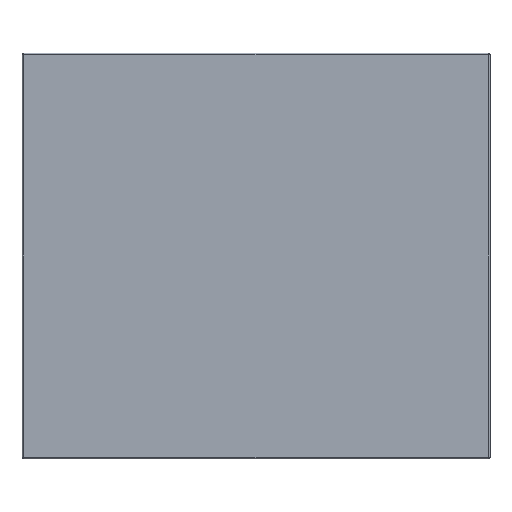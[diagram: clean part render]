
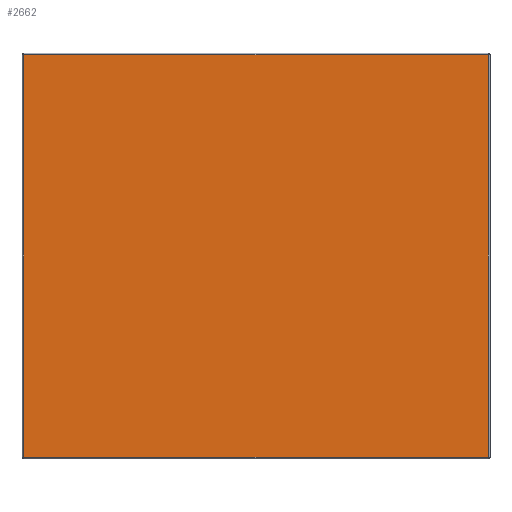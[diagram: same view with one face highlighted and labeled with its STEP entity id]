
A CAD part, front view. The second image highlights one B-rep face of the part: STEP entity #2662.
In plain terms, the highlighted planar face has unit normal (0, -1, 0).
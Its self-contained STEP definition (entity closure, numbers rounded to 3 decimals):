
#121 = CARTESIAN_POINT ( 'NONE',  ( 0.03, -1., -3.57 ) ) ;
#253 = VECTOR ( 'NONE', #3106, 1000. ) ;
#311 = ORIENTED_EDGE ( 'NONE', *, *, #1237, .T. ) ;
#358 = CARTESIAN_POINT ( 'NONE',  ( 8.3, -1., -3.57 ) ) ;
#609 = LINE ( 'NONE', #358, #3042 ) ;
#614 = EDGE_LOOP ( 'NONE', ( #1611, #311, #1465, #3923 ) ) ;
#619 = CARTESIAN_POINT ( 'NONE',  ( 8.27, -1., -3.57 ) ) ;
#753 = CARTESIAN_POINT ( 'NONE',  ( 0.03, -1., -3.6 ) ) ;
#888 = CARTESIAN_POINT ( 'NONE',  ( 8.27, -1., -3.6 ) ) ;
#975 = VERTEX_POINT ( 'NONE', #1713 ) ;
#980 = DIRECTION ( 'NONE',  ( -1., 0., 0. ) ) ;
#1137 = DIRECTION ( 'NONE',  ( 0., 1., 0. ) ) ;
#1237 = EDGE_CURVE ( 'NONE', #975, #2205, #1788, .T. ) ;
#1450 = VECTOR ( 'NONE', #980, 1000. ) ;
#1465 = ORIENTED_EDGE ( 'NONE', *, *, #2061, .T. ) ;
#1565 = VERTEX_POINT ( 'NONE', #619 ) ;
#1611 = ORIENTED_EDGE ( 'NONE', *, *, #2053, .T. ) ;
#1614 = DIRECTION ( 'NONE',  ( 1., 0., 0. ) ) ;
#1713 = CARTESIAN_POINT ( 'NONE',  ( 0.03, -1., 3.57 ) ) ;
#1763 = CARTESIAN_POINT ( 'NONE',  ( 8.3, -1., -3.6 ) ) ;
#1788 = LINE ( 'NONE', #753, #3361 ) ;
#2053 = EDGE_CURVE ( 'NONE', #2795, #975, #2287, .T. ) ;
#2061 = EDGE_CURVE ( 'NONE', #2205, #1565, #609, .T. ) ;
#2205 = VERTEX_POINT ( 'NONE', #121 ) ;
#2221 = FACE_OUTER_BOUND ( 'NONE', #614, .T. ) ;
#2287 = LINE ( 'NONE', #3201, #1450 ) ;
#2563 = LINE ( 'NONE', #888, #253 ) ;
#2641 = DIRECTION ( 'NONE',  ( 0., 0., -1. ) ) ;
#2662 = ADVANCED_FACE ( 'NONE', ( #2221 ), #3034, .F. ) ;
#2778 = EDGE_CURVE ( 'NONE', #1565, #2795, #2563, .T. ) ;
#2795 = VERTEX_POINT ( 'NONE', #2802 ) ;
#2802 = CARTESIAN_POINT ( 'NONE',  ( 8.27, -1., 3.57 ) ) ;
#3034 = PLANE ( 'NONE',  #3532 ) ;
#3042 = VECTOR ( 'NONE', #1614, 1000. ) ;
#3106 = DIRECTION ( 'NONE',  ( 0., 0., 1. ) ) ;
#3201 = CARTESIAN_POINT ( 'NONE',  ( 8.3, -1., 3.57 ) ) ;
#3343 = DIRECTION ( 'NONE',  ( 0., 0., 1. ) ) ;
#3361 = VECTOR ( 'NONE', #2641, 1000. ) ;
#3532 = AXIS2_PLACEMENT_3D ( 'NONE', #1763, #1137, #3343 ) ;
#3923 = ORIENTED_EDGE ( 'NONE', *, *, #2778, .T. ) ;
